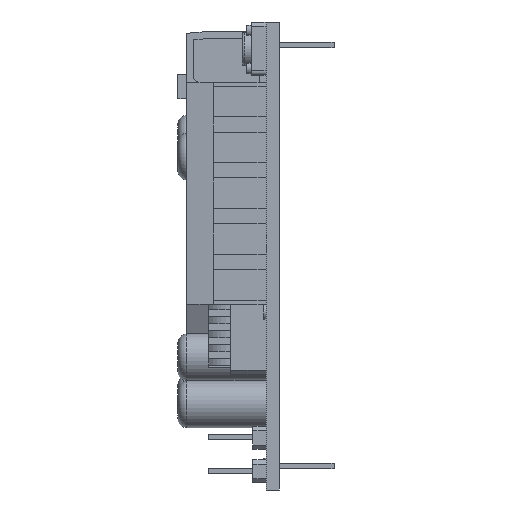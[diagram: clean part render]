
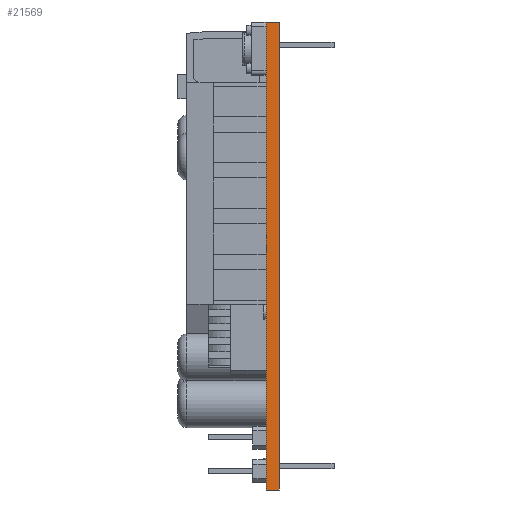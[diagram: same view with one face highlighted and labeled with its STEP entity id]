
A CAD part, left-side view. The second image highlights one B-rep face of the part: STEP entity #21569.
In plain terms, the highlighted planar face has unit normal (-1, 0, 0).
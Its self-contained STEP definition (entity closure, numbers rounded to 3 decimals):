
#395=PLANE('',#22923);
#1390=FACE_OUTER_BOUND('',#2788,.T.);
#2788=EDGE_LOOP('',(#15046,#15047,#15048,#15049));
#4186=LINE('',#30975,#6590);
#4315=LINE('',#31240,#6719);
#4629=LINE('',#31975,#7033);
#4630=LINE('',#31977,#7034);
#6590=VECTOR('',#24759,53.077);
#6719=VECTOR('',#24896,53.077);
#7033=VECTOR('',#25352,1.5);
#7034=VECTOR('',#25355,1.5);
#9505=VERTEX_POINT('',#30972);
#9506=VERTEX_POINT('',#30974);
#9637=VERTEX_POINT('',#31237);
#9638=VERTEX_POINT('',#31239);
#11441=EDGE_CURVE('',#9506,#9505,#4186,.T.);
#11573=EDGE_CURVE('',#9637,#9638,#4315,.T.);
#11942=EDGE_CURVE('',#9505,#9638,#4629,.T.);
#11943=EDGE_CURVE('',#9506,#9637,#4630,.T.);
#15046=ORIENTED_EDGE('',*,*,#11573,.F.);
#15047=ORIENTED_EDGE('',*,*,#11943,.F.);
#15048=ORIENTED_EDGE('',*,*,#11441,.T.);
#15049=ORIENTED_EDGE('',*,*,#11942,.T.);
#21569=ADVANCED_FACE('',(#1390),#395,.T.);
#22923=AXIS2_PLACEMENT_3D('',#31976,#25353,#25354);
#24759=DIRECTION('',(0.,0.,1.));
#24896=DIRECTION('',(0.,0.,1.));
#25352=DIRECTION('',(0.,1.,0.));
#25353=DIRECTION('center_axis',(-1.,0.,0.));
#25354=DIRECTION('ref_axis',(0.,0.,1.));
#25355=DIRECTION('',(0.,1.,0.));
#30972=CARTESIAN_POINT('',(1.457,-101.5,-0.964));
#30974=CARTESIAN_POINT('',(1.457,-101.5,-54.041));
#30975=CARTESIAN_POINT('',(1.457,-101.5,-54.041));
#31237=CARTESIAN_POINT('',(1.457,-100.,-54.041));
#31239=CARTESIAN_POINT('',(1.457,-100.,-0.964));
#31240=CARTESIAN_POINT('',(1.457,-100.,-54.041));
#31975=CARTESIAN_POINT('',(1.457,-101.5,-0.964));
#31976=CARTESIAN_POINT('Origin',(1.457,-101.5,0.));
#31977=CARTESIAN_POINT('',(1.457,-101.5,-54.041));
